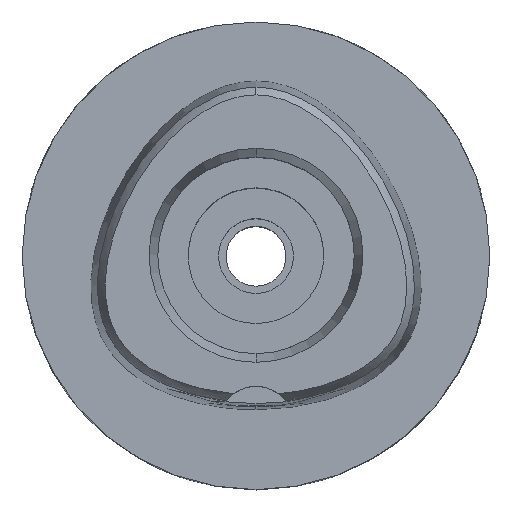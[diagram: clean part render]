
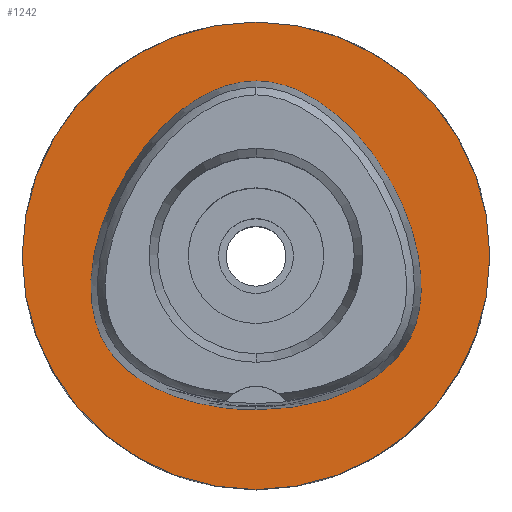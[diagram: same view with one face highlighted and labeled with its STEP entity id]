
A CAD part, top view. The second image highlights one B-rep face of the part: STEP entity #1242.
In plain terms, the highlighted planar face has unit normal (0, 0, 1).
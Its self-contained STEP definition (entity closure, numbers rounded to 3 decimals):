
#4 = ORIENTED_EDGE ( 'NONE', *, *, #801, .F. ) ;
#72 = DIRECTION ( 'NONE',  ( 0., 0., -1. ) ) ;
#73 = ORIENTED_EDGE ( 'NONE', *, *, #1875, .F. ) ;
#74 = CARTESIAN_POINT ( 'NONE',  ( -17.165, -7.166, 0. ) ) ;
#122 = CIRCLE ( 'NONE', #3397, 25. ) ;
#192 = CARTESIAN_POINT ( 'NONE',  ( 16.206, -9.357, 0. ) ) ;
#259 = CARTESIAN_POINT ( 'NONE',  ( 0., 0., 0. ) ) ;
#287 = ORIENTED_EDGE ( 'NONE', *, *, #479, .F. ) ;
#353 = VERTEX_POINT ( 'NONE', #4519 ) ;
#398 = CARTESIAN_POINT ( 'NONE',  ( -17.711, -3.269, 0. ) ) ;
#475 = CARTESIAN_POINT ( 'NONE',  ( 0., -16.455, 0. ) ) ;
#479 = EDGE_CURVE ( 'NONE', #2343, #3742, #697, .T. ) ;
#567 = CARTESIAN_POINT ( 'NONE',  ( 5.051, -16.156, 0. ) ) ;
#663 = DIRECTION ( 'NONE',  ( 0., -1., 0. ) ) ;
#697 = CIRCLE ( 'NONE', #2762, 25. ) ;
#801 = EDGE_CURVE ( 'NONE', #353, #3591, #4524, .T. ) ;
#846 = CARTESIAN_POINT ( 'NONE',  ( -5.051, -16.156, 0. ) ) ;
#1047 = CARTESIAN_POINT ( 'NONE',  ( 14.38, 8.302, 0. ) ) ;
#1153 = CARTESIAN_POINT ( 'NONE',  ( -0.68, 18.695, 0. ) ) ;
#1231 = CARTESIAN_POINT ( 'NONE',  ( -14.788, -11.282, 0. ) ) ;
#1242 = ADVANCED_FACE ( 'NONE', ( #4507, #2478 ), #4079, .F. ) ;
#1330 = EDGE_LOOP ( 'NONE', ( #73, #4 ) ) ;
#1400 = CARTESIAN_POINT ( 'NONE',  ( 0., 18.695, 0. ) ) ;
#1417 = CARTESIAN_POINT ( 'NONE',  ( 0., 0., 0. ) ) ;
#1614 = CARTESIAN_POINT ( 'NONE',  ( -16.206, -9.357, 0. ) ) ;
#1730 = CARTESIAN_POINT ( 'NONE',  ( 16.669, -8.446, 0. ) ) ;
#1794 = EDGE_LOOP ( 'NONE', ( #287, #1915 ) ) ;
#1875 = EDGE_CURVE ( 'NONE', #3591, #353, #3502, .T. ) ;
#1903 = AXIS2_PLACEMENT_3D ( 'NONE', #1417, #3699, #2170 ) ;
#1915 = ORIENTED_EDGE ( 'NONE', *, *, #3730, .F. ) ;
#1931 = DIRECTION ( 'NONE',  ( 0., 1., 0. ) ) ;
#1960 = CARTESIAN_POINT ( 'NONE',  ( -4.729, 17.735, 0. ) ) ;
#1984 = CARTESIAN_POINT ( 'NONE',  ( -11.466, 12.452, 0. ) ) ;
#2011 = CARTESIAN_POINT ( 'NONE',  ( -11.687, -13.704, 0. ) ) ;
#2102 = CARTESIAN_POINT ( 'NONE',  ( 8.947, -15.039, 0. ) ) ;
#2170 = DIRECTION ( 'NONE',  ( 0., -1., 0. ) ) ;
#2321 = CARTESIAN_POINT ( 'NONE',  ( -16.669, -8.446, 0. ) ) ;
#2343 = VERTEX_POINT ( 'NONE', #3800 ) ;
#2365 = CARTESIAN_POINT ( 'NONE',  ( -13.507, -12.483, 0. ) ) ;
#2385 = CARTESIAN_POINT ( 'NONE',  ( 11.687, -13.704, 0. ) ) ;
#2463 = CARTESIAN_POINT ( 'NONE',  ( 0., -16.455, 0. ) ) ;
#2478 = FACE_BOUND ( 'NONE', #1330, .T. ) ;
#2557 = CARTESIAN_POINT ( 'NONE',  ( 11.466, 12.452, 0. ) ) ;
#2584 = CARTESIAN_POINT ( 'NONE',  ( 7.968, 15.831, 0. ) ) ;
#2607 = CARTESIAN_POINT ( 'NONE',  ( 0.68, 18.695, 0. ) ) ;
#2654 = CARTESIAN_POINT ( 'NONE',  ( -14.38, 8.302, 0. ) ) ;
#2762 = AXIS2_PLACEMENT_3D ( 'NONE', #4635, #72, #1931 ) ;
#2858 = CARTESIAN_POINT ( 'NONE',  ( 17.564, -5.456, 0. ) ) ;
#2942 = CARTESIAN_POINT ( 'NONE',  ( 2.041, 18.55, 0. ) ) ;
#3118 = CARTESIAN_POINT ( 'NONE',  ( -15.649, -10.213, 0. ) ) ;
#3142 = CARTESIAN_POINT ( 'NONE',  ( -2.041, 18.55, 0. ) ) ;
#3343 = CARTESIAN_POINT ( 'NONE',  ( 16.517, 3.703, 0. ) ) ;
#3397 = AXIS2_PLACEMENT_3D ( 'NONE', #259, #4505, #663 ) ;
#3423 = CARTESIAN_POINT ( 'NONE',  ( -17.498, -0.229, 0. ) ) ;
#3502 = B_SPLINE_CURVE_WITH_KNOTS ( 'NONE', 3,
 ( #4289, #1153, #3142, #1960, #3839, #1984, #2654, #4661, #3423, #398, #4240, #74, #2321, #1614, #3118, #1231, #2365, #2011, #3812, #846, #3911, #475 ),
 .UNSPECIFIED., .F., .F.,
 ( 4, 1, 1, 1, 1, 1, 1, 1, 1, 1, 1, 1, 1, 1, 1, 1, 1, 1, 1, 4 ),
 ( 0., 0.042, 0.083, 0.167, 0.25, 0.333, 0.417, 0.5, 0.542, 0.583, 0.625, 0.646, 0.667, 0.688, 0.708, 0.75, 0.792, 0.833, 0.917, 1. ),
 .UNSPECIFIED. ) ;
#3591 = VERTEX_POINT ( 'NONE', #4625 ) ;
#3625 = CARTESIAN_POINT ( 'NONE',  ( 15.649, -10.213, 0. ) ) ;
#3699 = DIRECTION ( 'NONE',  ( 0., 0., -1. ) ) ;
#3730 = EDGE_CURVE ( 'NONE', #3742, #2343, #122, .T. ) ;
#3735 = CARTESIAN_POINT ( 'NONE',  ( 4.729, 17.735, 0. ) ) ;
#3742 = VERTEX_POINT ( 'NONE', #4773 ) ;
#3800 = CARTESIAN_POINT ( 'NONE',  ( 0., 25., 0. ) ) ;
#3812 = CARTESIAN_POINT ( 'NONE',  ( -8.947, -15.039, 0. ) ) ;
#3839 = CARTESIAN_POINT ( 'NONE',  ( -7.968, 15.831, 0. ) ) ;
#3911 = CARTESIAN_POINT ( 'NONE',  ( -1.684, -16.455, 0. ) ) ;
#3933 = CARTESIAN_POINT ( 'NONE',  ( 14.788, -11.282, 0. ) ) ;
#4010 = CARTESIAN_POINT ( 'NONE',  ( 1.684, -16.455, 0. ) ) ;
#4079 = PLANE ( 'NONE',  #1903 ) ;
#4240 = CARTESIAN_POINT ( 'NONE',  ( -17.564, -5.456, 0. ) ) ;
#4289 = CARTESIAN_POINT ( 'NONE',  ( 0., 18.695, 0. ) ) ;
#4416 = CARTESIAN_POINT ( 'NONE',  ( 17.711, -3.269, 0. ) ) ;
#4495 = CARTESIAN_POINT ( 'NONE',  ( 17.498, -0.229, 0. ) ) ;
#4505 = DIRECTION ( 'NONE',  ( 0., 0., -1. ) ) ;
#4507 = FACE_OUTER_BOUND ( 'NONE', #1794, .T. ) ;
#4519 = CARTESIAN_POINT ( 'NONE',  ( 0., -16.455, 0. ) ) ;
#4524 = B_SPLINE_CURVE_WITH_KNOTS ( 'NONE', 3,
 ( #2463, #4010, #567, #2102, #2385, #4685, #3933, #3625, #192, #1730, #4781, #2858, #4416, #4495, #3343, #1047, #2557, #2584, #3735, #2942, #2607, #1400 ),
 .UNSPECIFIED., .F., .F.,
 ( 4, 1, 1, 1, 1, 1, 1, 1, 1, 1, 1, 1, 1, 1, 1, 1, 1, 1, 1, 4 ),
 ( 0., 0.083, 0.167, 0.208, 0.25, 0.292, 0.312, 0.333, 0.354, 0.375, 0.417, 0.458, 0.5, 0.583, 0.667, 0.75, 0.833, 0.917, 0.958, 1. ),
 .UNSPECIFIED. ) ;
#4625 = CARTESIAN_POINT ( 'NONE',  ( 0., 18.695, 0. ) ) ;
#4635 = CARTESIAN_POINT ( 'NONE',  ( 0., 0., 0. ) ) ;
#4661 = CARTESIAN_POINT ( 'NONE',  ( -16.517, 3.703, 0. ) ) ;
#4685 = CARTESIAN_POINT ( 'NONE',  ( 13.507, -12.483, 0. ) ) ;
#4773 = CARTESIAN_POINT ( 'NONE',  ( 0., -25., 0. ) ) ;
#4781 = CARTESIAN_POINT ( 'NONE',  ( 17.165, -7.166, 0. ) ) ;
